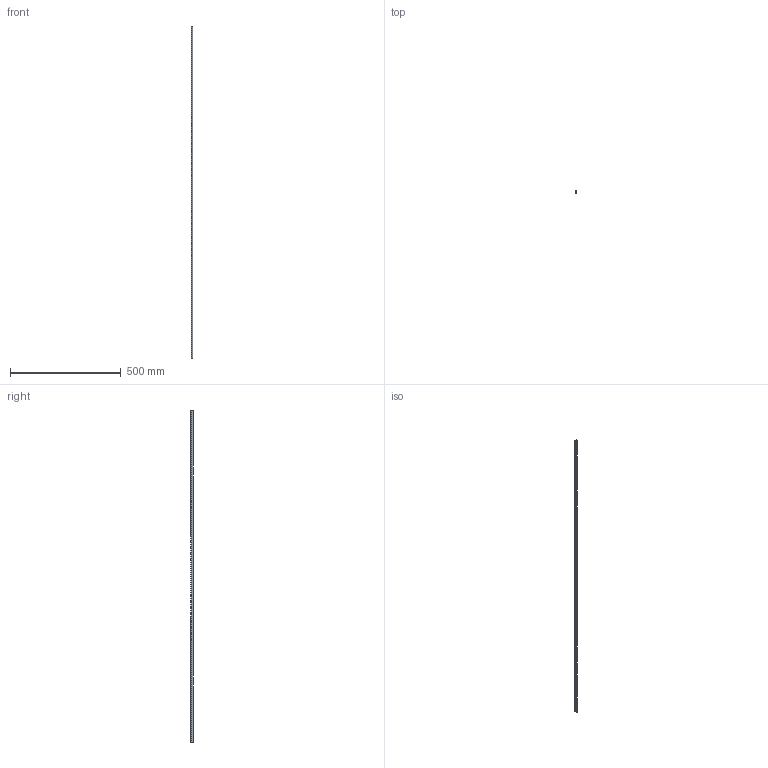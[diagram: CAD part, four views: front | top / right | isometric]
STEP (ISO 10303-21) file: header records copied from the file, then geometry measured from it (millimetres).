
FILE_DESCRIPTION(/* description */ (''),/* implementation_level */ '2;1');
FILE_NAME(/* name */ '61-130-0.step',/* time_stamp */ '2022-04-27T16:11:12-04:00',/* author */ (''),/* organization */ (''),/* preprocessor_version */ 'ST-DEVELOPER v18.1',/* originating_system */ 'Autodesk Translation Framework v10.14.0.1471',/* authorisation */ '');
FILE_SCHEMA (('AUTOMOTIVE_DESIGN { 1 0 10303 214 3 1 1 }'));
Length unit declared in the file: millimetre
Products named in the file (1): (Unsaved)
Bounding box: 9 x 11.51 x 1500 mm (x, y, z)
Volume: 34736.7 mm3; surface area: 77782.5 mm2
Topology: 1 solids, 1 shells, 8 faces, 18 edges, 12 vertices
Faces by surface type: bspline 4, plane 4
Entity records: 655 total; most frequent: CARTESIAN_POINT 471, ORIENTED_EDGE 36, EDGE_CURVE 18, DIRECTION 16, VERTEX_POINT 12, B_SPLINE_CURVE_WITH_KNOTS 10, FACE_OUTER_BOUND 8, EDGE_LOOP 8
